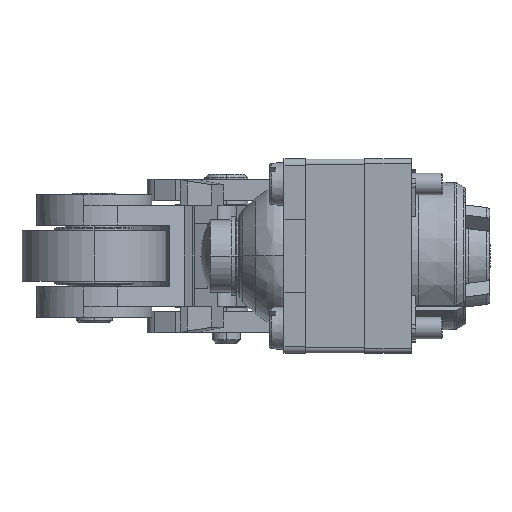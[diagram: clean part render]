
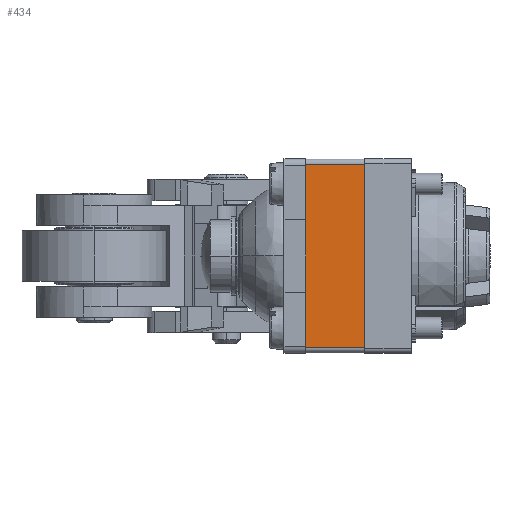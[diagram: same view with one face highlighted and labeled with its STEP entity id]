
A CAD part, left-side view. The second image highlights one B-rep face of the part: STEP entity #434.
In plain terms, the highlighted planar face has unit normal (-1, 0, 0).
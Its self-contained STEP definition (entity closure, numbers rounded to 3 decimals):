
#434=ADVANCED_FACE('',(#1592),#1593,.T.);
#1592=FACE_OUTER_BOUND('',#3632,.T.);
#1593=PLANE('',#3633);
#3632=EDGE_LOOP('',(#7323,#7324,#7325,#7326));
#3633=AXIS2_PLACEMENT_3D('',#7327,#7328,#7329);
#7323=ORIENTED_EDGE('',*,*,#12827,.T.);
#7324=ORIENTED_EDGE('',*,*,#12828,.T.);
#7325=ORIENTED_EDGE('',*,*,#12768,.F.);
#7326=ORIENTED_EDGE('',*,*,#12826,.T.);
#7327=CARTESIAN_POINT('',(-13.45,6.5,-13.45));
#7328=DIRECTION('',(-1.0,0.0,0.0));
#7329=DIRECTION('',(0.0,0.0,-1.0));
#12768=EDGE_CURVE('',#15501,#15502,#15503,.T.);
#12826=EDGE_CURVE('',#15501,#15607,#15609,.T.);
#12827=EDGE_CURVE('',#15607,#15610,#15611,.T.);
#12828=EDGE_CURVE('',#15610,#15502,#15612,.T.);
#15501=VERTEX_POINT('',#20185);
#15502=VERTEX_POINT('',#20186);
#15503=LINE('',#20187,#20188);
#15607=VERTEX_POINT('',#20316);
#15609=LINE('',#20318,#20319);
#15610=VERTEX_POINT('',#20320);
#15611=LINE('',#20321,#20322);
#15612=LINE('',#20323,#20324);
#20185=CARTESIAN_POINT('',(-13.45,6.5,12.75));
#20186=CARTESIAN_POINT('',(-13.45,6.5,-12.75));
#20187=CARTESIAN_POINT('',(-13.45,6.5,12.75));
#20188=VECTOR('',#25185,25.5);
#20316=CARTESIAN_POINT('',(-13.45,14.7,12.75));
#20318=CARTESIAN_POINT('',(-13.45,6.5,12.75));
#20319=VECTOR('',#25309,8.2);
#20320=CARTESIAN_POINT('',(-13.45,14.7,-12.75));
#20321=CARTESIAN_POINT('',(-13.45,14.7,12.75));
#20322=VECTOR('',#25310,25.5);
#20323=CARTESIAN_POINT('',(-13.45,14.7,-12.75));
#20324=VECTOR('',#25311,8.2);
#25185=DIRECTION('',(0.0,0.0,-1.0));
#25309=DIRECTION('',(0.0,1.0,0.0));
#25310=DIRECTION('',(0.0,0.0,-1.0));
#25311=DIRECTION('',(0.0,-1.0,0.0));
